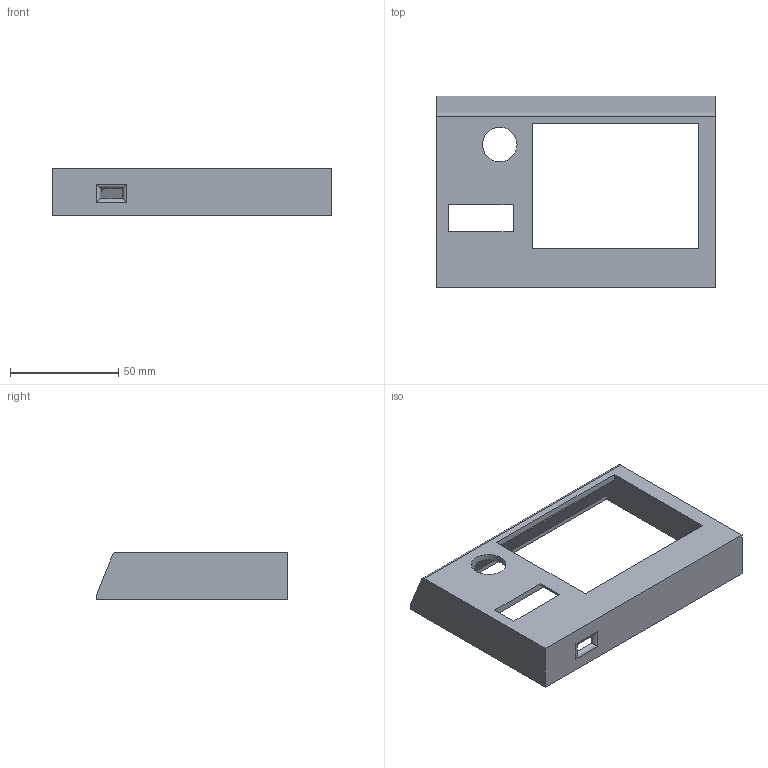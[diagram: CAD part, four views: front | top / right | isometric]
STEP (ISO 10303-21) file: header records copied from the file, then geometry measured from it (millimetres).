
FILE_DESCRIPTION(/* description */ ('KiCad electronic assembly'),/* implementation_level */ '2;1');
FILE_NAME(/* name */ 'Hackpad Main Case.step',/* time_stamp */ '2025-12-07T13:57:02-05:00',/* author */ (''),/* organization */ (''),/* preprocessor_version */ 'ST-DEVELOPER v20.1',/* originating_system */ 'Autodesk Translation Framework v14.21.0.0',/* authorisation */ '');
FILE_SCHEMA (('AUTOMOTIVE_DESIGN { 1 0 10303 214 3 1 1 }'));
Length unit declared in the file: millimetre
Products named in the file (1): Hackpad V1 1
Bounding box: 128.5 x 88.5 x 22 mm (x, y, z)
Volume: 37932.1 mm3; surface area: 30264.4 mm2
Topology: 1 solids, 1 shells, 48 faces, 140 edges, 95 vertices
Faces by surface type: plane 36, cylinder 9, cone 3
Full cylindrical faces by diameter (mm): 4 x3, 16 x1
Entity records: 1632 total; most frequent: CARTESIAN_POINT 323, ORIENTED_EDGE 280, DIRECTION 252, EDGE_CURVE 140, LINE 102, VECTOR 102, VERTEX_POINT 95, AXIS2_PLACEMENT_3D 75
